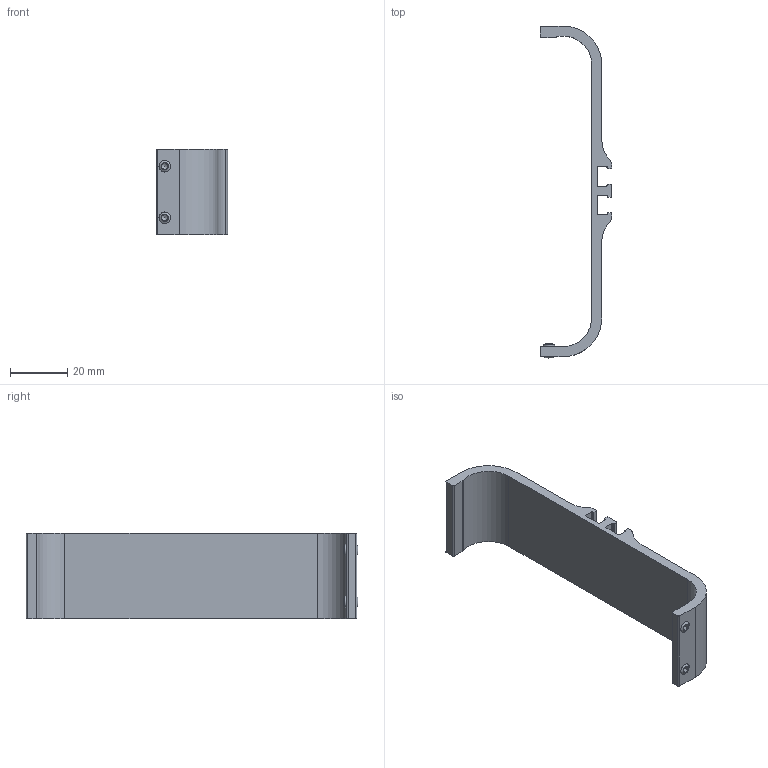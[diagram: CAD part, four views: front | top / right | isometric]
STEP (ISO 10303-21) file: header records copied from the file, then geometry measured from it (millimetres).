
FILE_DESCRIPTION(/* description */ (''),/* implementation_level */ '2;1');
FILE_NAME(/* name */ 'CAD_79054.stp',/* time_stamp */ '2017-08-14T14:43:57+02:00',/* author */ ('Hypex'),/* organization */ ('Hypex'),/* preprocessor_version */ 'ST-DEVELOPER v16.1',/* originating_system */ 'Autodesk Inventor 2016',/* authorisation */ '');
FILE_SCHEMA (('AUTOMOTIVE_DESIGN { 1 0 10303 214 3 1 1 }'));
Length unit declared in the file: millimetre
Products named in the file (1): CAD_79054
Bounding box: 25 x 115.83 x 30 mm (x, y, z)
Volume: 15698.8 mm3; surface area: 10540.4 mm2
Topology: 1 solids, 1 shells, 87 faces, 241 edges, 160 vertices
Faces by surface type: plane 44, cylinder 33, cone 10
Full cylindrical faces by diameter (mm): 4 x4
Entity records: 2746 total; most frequent: CARTESIAN_POINT 479, DIRECTION 455, ORIENTED_EDGE 434, EDGE_CURVE 217, AXIS2_PLACEMENT_3D 162, VERTEX_POINT 150, LINE 131, VECTOR 131
